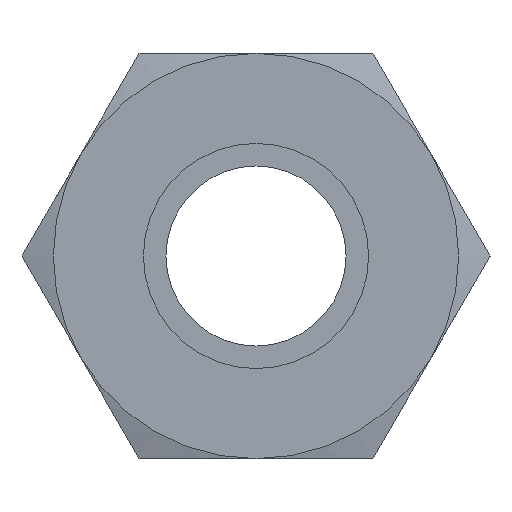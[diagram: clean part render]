
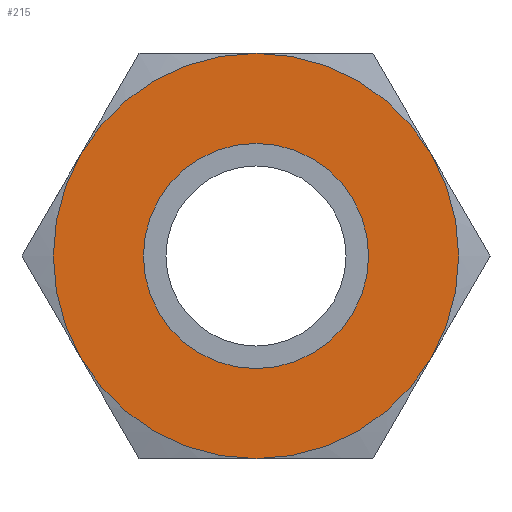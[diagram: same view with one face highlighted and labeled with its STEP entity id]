
A CAD part, left-side view. The second image highlights one B-rep face of the part: STEP entity #215.
In plain terms, the highlighted face is planar.
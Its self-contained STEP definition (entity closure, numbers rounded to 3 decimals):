
#215 = ADVANCED_FACE( '', ( #483, #484 ), #485, .F. );
#483 = FACE_BOUND( '', #831, .T. );
#484 = FACE_OUTER_BOUND( '', #832, .T. );
#485 = PLANE( '', #833 );
#831 = EDGE_LOOP( '', ( #1268 ) );
#832 = EDGE_LOOP( '', ( #1269, #1270, #1271, #1272, #1273, #1274 ) );
#833 = AXIS2_PLACEMENT_3D( '', #1275, #1276, #1277 );
#1268 = ORIENTED_EDGE( '', *, *, #2049, .F. );
#1269 = ORIENTED_EDGE( '', *, *, #2050, .T. );
#1270 = ORIENTED_EDGE( '', *, *, #2051, .T. );
#1271 = ORIENTED_EDGE( '', *, *, #2052, .T. );
#1272 = ORIENTED_EDGE( '', *, *, #2053, .T. );
#1273 = ORIENTED_EDGE( '', *, *, #2054, .T. );
#1274 = ORIENTED_EDGE( '', *, *, #2021, .T. );
#1275 = CARTESIAN_POINT( '', ( 17., 13.5, 0. ) );
#1276 = DIRECTION( '', ( -1., 0., 0. ) );
#1277 = DIRECTION( '', ( 0., 0., 1. ) );
#2021 = EDGE_CURVE( '', #2390, #2393, #2395, .T. );
#2049 = EDGE_CURVE( '', #2441, #2441, #2442, .F. );
#2050 = EDGE_CURVE( '', #2393, #2349, #2443, .T. );
#2051 = EDGE_CURVE( '', #2349, #2444, #2445, .T. );
#2052 = EDGE_CURVE( '', #2444, #2422, #2446, .T. );
#2053 = EDGE_CURVE( '', #2422, #2372, #2447, .T. );
#2054 = EDGE_CURVE( '', #2372, #2390, #2448, .T. );
#2349 = VERTEX_POINT( '', #2854 );
#2372 = VERTEX_POINT( '', #2899 );
#2390 = VERTEX_POINT( '', #2936 );
#2393 = VERTEX_POINT( '', #2944 );
#2395 = CIRCLE( '', #2951, 13.5 );
#2422 = VERTEX_POINT( '', #3005 );
#2441 = VERTEX_POINT( '', #3040 );
#2442 = CIRCLE( '', #3041, 7.5 );
#2443 = CIRCLE( '', #3042, 13.5 );
#2444 = VERTEX_POINT( '', #3043 );
#2445 = CIRCLE( '', #3044, 13.5 );
#2446 = CIRCLE( '', #3045, 13.5 );
#2447 = CIRCLE( '', #3046, 13.5 );
#2448 = CIRCLE( '', #3047, 13.5 );
#2854 = CARTESIAN_POINT( '', ( 17., 11.691, -6.75 ) );
#2899 = CARTESIAN_POINT( '', ( 17., -11.691, 6.75 ) );
#2936 = CARTESIAN_POINT( '', ( 17., -11.691, -6.75 ) );
#2944 = CARTESIAN_POINT( '', ( 17., 0., -13.5 ) );
#2951 = AXIS2_PLACEMENT_3D( '', #3618, #3619, #3620 );
#3005 = CARTESIAN_POINT( '', ( 17., 0., 13.5 ) );
#3040 = CARTESIAN_POINT( '', ( 17., 0., 7.5 ) );
#3041 = AXIS2_PLACEMENT_3D( '', #3650, #3651, #3652 );
#3042 = AXIS2_PLACEMENT_3D( '', #3653, #3654, #3655 );
#3043 = CARTESIAN_POINT( '', ( 17., 11.691, 6.75 ) );
#3044 = AXIS2_PLACEMENT_3D( '', #3656, #3657, #3658 );
#3045 = AXIS2_PLACEMENT_3D( '', #3659, #3660, #3661 );
#3046 = AXIS2_PLACEMENT_3D( '', #3662, #3663, #3664 );
#3047 = AXIS2_PLACEMENT_3D( '', #3665, #3666, #3667 );
#3618 = CARTESIAN_POINT( '', ( 17., 0., 0. ) );
#3619 = DIRECTION( '', ( 1., 0., 0. ) );
#3620 = DIRECTION( '', ( 0., 0., -1. ) );
#3650 = CARTESIAN_POINT( '', ( 17., 0., 0. ) );
#3651 = DIRECTION( '', ( -1., 0., 0. ) );
#3652 = DIRECTION( '', ( 0., 0., 1. ) );
#3653 = CARTESIAN_POINT( '', ( 17., 0., 0. ) );
#3654 = DIRECTION( '', ( 1., 0., 0. ) );
#3655 = DIRECTION( '', ( 0., 0., -1. ) );
#3656 = CARTESIAN_POINT( '', ( 17., 0., 0. ) );
#3657 = DIRECTION( '', ( 1., 0., 0. ) );
#3658 = DIRECTION( '', ( 0., 0., -1. ) );
#3659 = CARTESIAN_POINT( '', ( 17., 0., 0. ) );
#3660 = DIRECTION( '', ( 1., 0., 0. ) );
#3661 = DIRECTION( '', ( 0., 0., -1. ) );
#3662 = CARTESIAN_POINT( '', ( 17., 0., 0. ) );
#3663 = DIRECTION( '', ( 1., 0., 0. ) );
#3664 = DIRECTION( '', ( 0., 0., -1. ) );
#3665 = CARTESIAN_POINT( '', ( 17., 0., 0. ) );
#3666 = DIRECTION( '', ( 1., 0., 0. ) );
#3667 = DIRECTION( '', ( 0., 0., -1. ) );
